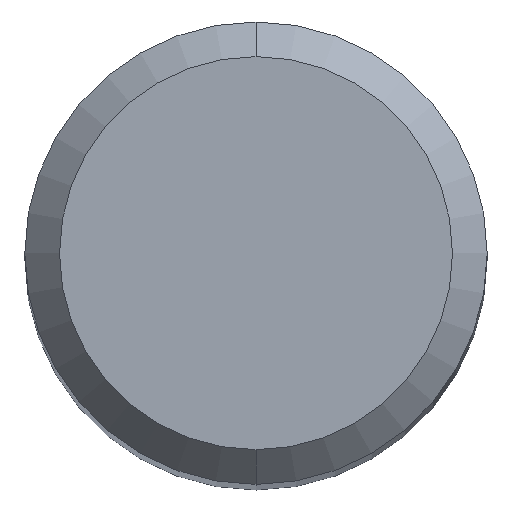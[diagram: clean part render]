
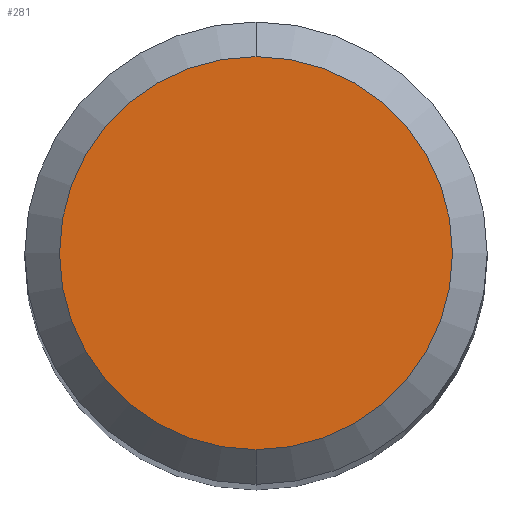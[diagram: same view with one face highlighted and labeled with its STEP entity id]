
A CAD part, top view. The second image highlights one B-rep face of the part: STEP entity #281.
In plain terms, the highlighted planar face has unit normal (0, 0, 1).
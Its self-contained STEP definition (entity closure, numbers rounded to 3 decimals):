
#225=VERTEX_POINT('',#520);
#281=ADVANCED_FACE('',(#581),#582,.T.);
#369=VERTEX_POINT('',#681);
#393=EDGE_CURVE('',#225,#369,#705,.T.);
#395=EDGE_CURVE('',#369,#225,#707,.T.);
#520=CARTESIAN_POINT('',(0.0,1.7,0.0));
#581=FACE_OUTER_BOUND('',#1042,.T.);
#582=PLANE('',#1043);
#681=CARTESIAN_POINT('',(0.,-1.7,0.0));
#705=CIRCLE('',#1285,1.7);
#707=CIRCLE('',#1288,1.7);
#1042=EDGE_LOOP('',(#1505,#1506));
#1043=AXIS2_PLACEMENT_3D('',#1507,#1508,#1509);
#1285=AXIS2_PLACEMENT_3D('',#1642,#1643,#1644);
#1288=AXIS2_PLACEMENT_3D('',#1645,#1646,#1647);
#1505=ORIENTED_EDGE('',*,*,#393,.F.);
#1506=ORIENTED_EDGE('',*,*,#395,.F.);
#1507=CARTESIAN_POINT('',(0.0,0.85,0.0));
#1508=DIRECTION('',(-0.0,0.0,1.0));
#1509=DIRECTION('',(0.0,-1.0,0.0));
#1642=CARTESIAN_POINT('',(0.0,0.0,0.0));
#1643=DIRECTION('',(0.0,0.0,-1.0));
#1644=DIRECTION('',(0.0,1.0,0.0));
#1645=CARTESIAN_POINT('',(0.0,0.0,0.0));
#1646=DIRECTION('',(0.0,0.0,-1.0));
#1647=DIRECTION('',(0.0,1.0,0.0));
